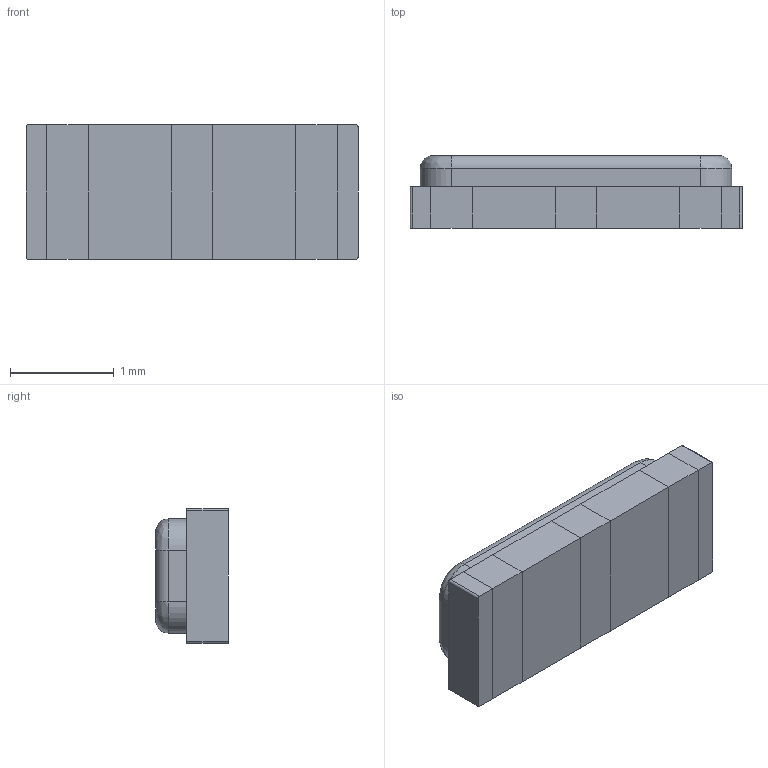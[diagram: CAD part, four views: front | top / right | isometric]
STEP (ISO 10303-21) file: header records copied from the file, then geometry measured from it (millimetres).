
FILE_DESCRIPTION (( 'STEP AP214' ), '1' );
FILE_NAME ('C53A768E-77B5-4414-9139-2C0739C317CE.STEP', '2024-04-29T04:13:03', ( '' ), ( '' ), 'SwSTEP 2.0', 'SolidWorks 2022', '' );
FILE_SCHEMA (( 'AUTOMOTIVE_DESIGN' ));
Length unit declared in the file: millimetre
Products named in the file (1): C53A768E-77B5-4414-9139-2C0739C317CE
Bounding box: 3.2 x 0.7 x 1.3 mm (x, y, z)
Volume: 2.6 mm3; surface area: 26.5 mm2
Topology: 8 solids, 8 shells, 64 faces, 136 edges, 88 vertices
Faces by surface type: plane 48, cylinder 12, bspline 4
Entity records: 1844 total; most frequent: CARTESIAN_POINT 363, DIRECTION 278, ORIENTED_EDGE 272, EDGE_CURVE 136, LINE 108, VECTOR 108, VERTEX_POINT 88, AXIS2_PLACEMENT_3D 85
